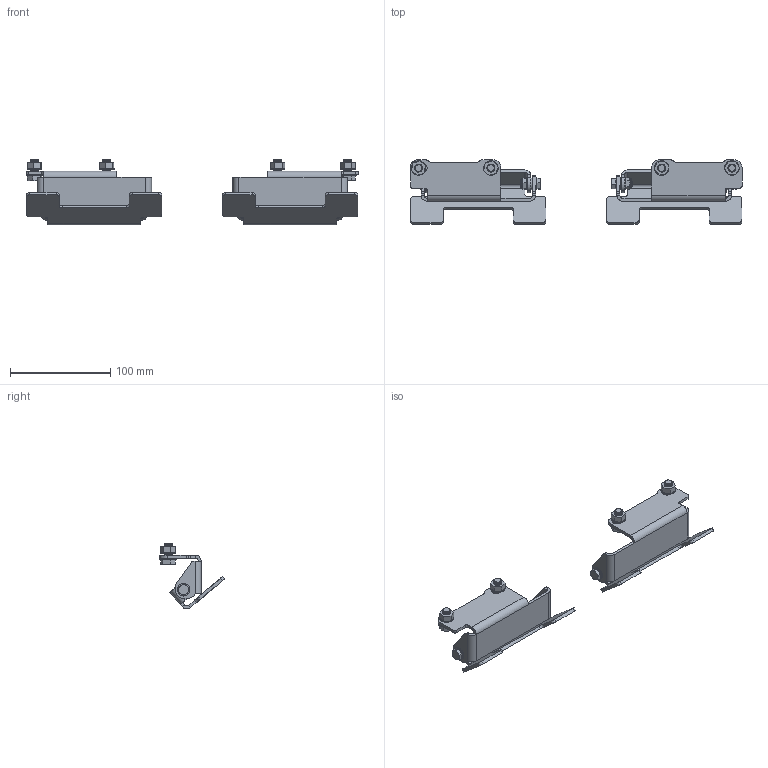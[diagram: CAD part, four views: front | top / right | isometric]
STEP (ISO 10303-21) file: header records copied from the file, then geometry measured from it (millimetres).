
FILE_DESCRIPTION (( 'STEP AP214' ), '1' );
FILE_NAME ('G3508.STEP', '2023-08-14T10:31:08', ( '' ), ( '' ), 'SwSTEP 2.0', 'SolidWorks 2022', '' );
FILE_SCHEMA (( 'AUTOMOTIVE_DESIGN' ));
Length unit declared in the file: millimetre
Products named in the file (13): TH4875_TH4876; F956; B Washer_Bright washer BS 4320 - M6 (Form B); Hex Screw GradeC_Doughty Fastners_BS EN 24018 - M8 x 16-WS; B Washer_Bright washer BS 4320 - M8 (Form B); SW3dPS-nyloc nut, st stl a2 iso_M6 NYLOC; TH4874; TH4873_TH4873; G3508; TH4875_TH4875; F936; Hex Screw GradeC_Doughty Fastners_ISO 4018 - M6 x 16-WS; TH4872
Assembly tree (38 placements, depth 3):
  G3508
    TH4875_TH4875
      TH4872
      TH4874
      F956  x2
      Hex Screw GradeC_Doughty Fastners_ISO 4018 - M6 x 16-WS  x2
      B Washer_Bright washer BS 4320 - M6 (Form B)  x4
      SW3dPS-nyloc nut, st stl a2 iso_M6 NYLOC  x2
    TH4875_TH4876
      TH4874
      F956  x2
      Hex Screw GradeC_Doughty Fastners_ISO 4018 - M6 x 16-WS  x2
      B Washer_Bright washer BS 4320 - M6 (Form B)  x4
      SW3dPS-nyloc nut, st stl a2 iso_M6 NYLOC  x2
      TH4873_TH4873
    B Washer_Bright washer BS 4320 - M8 (Form B)  x4
    Hex Screw GradeC_Doughty Fastners_BS EN 24018 - M8 x 16-WS  x4
    F936  x4
Bounding box: 330.5 x 64.61 x 65.53 mm (x, y, z)
Volume: 105033.2 mm3; surface area: 83166.8 mm2
Topology: 36 solids, 36 shells, 1726 faces, 4358 edges, 2716 vertices
Faces by surface type: cylinder 724, cone 544, plane 442, torus 16
Entity records: 17804 total; most frequent: DIRECTION 3259, CARTESIAN_POINT 3152, ORIENTED_EDGE 2826, EDGE_CURVE 1413, AXIS2_PLACEMENT_3D 1303, VERTEX_POINT 884, CIRCLE 708, VECTOR 653
